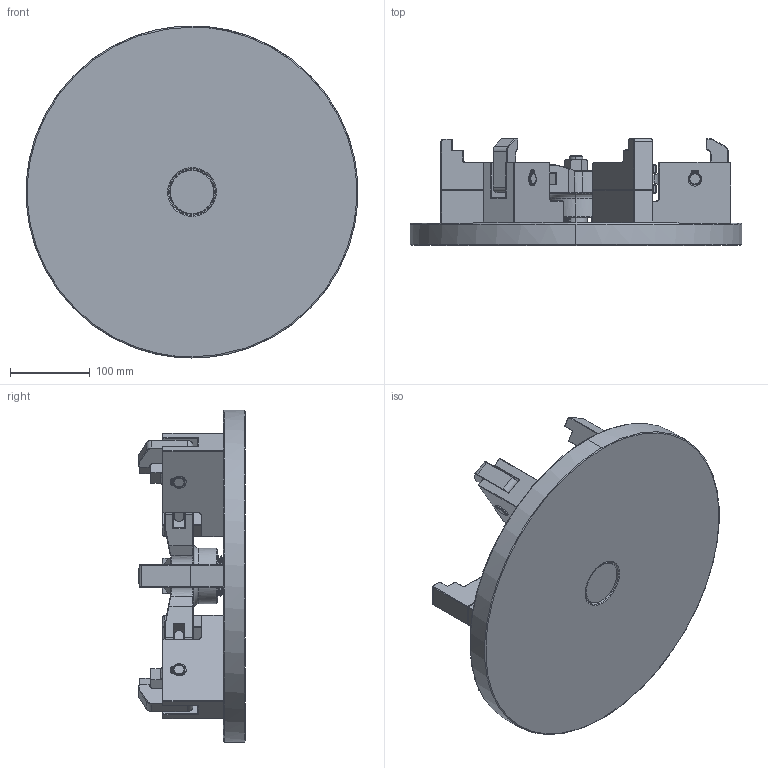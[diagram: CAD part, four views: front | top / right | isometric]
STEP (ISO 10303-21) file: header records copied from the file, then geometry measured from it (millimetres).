
FILE_DESCRIPTION(('FreeCAD Model'),'2;1');
FILE_NAME('Open CASCADE Shape Model','2025-05-09T05:34:32',('FreeCAD'),( 'FreeCAD'),'Open CASCADE STEP processor 7.6','FreeCAD','Unknown');
FILE_SCHEMA(('AUTOMOTIVE_DESIGN { 1 0 10303 214 1 1 1 1 }'));
Products named in the file (1): Open CASCADE STEP translator 7.6 1
Bounding box: 415.72 x 133.96 x 416.46 mm (x, y, z)
Volume: 5983734.5 mm3; surface area: 696475.3 mm2
Topology: 35 solids, 35 shells, 1291 faces, 2925 edges, 1729 vertices
Faces by surface type: bspline 1291
Entity records: 46825 total; most frequent: CARTESIAN_POINT 29585, ORIENTED_EDGE 5814, EDGE_CURVE 2907, B_SPLINE_CURVE_WITH_KNOTS 1957, VERTEX_POINT 1726, FACE_BOUND 1397, EDGE_LOOP 1397, ADVANCED_FACE 1290
